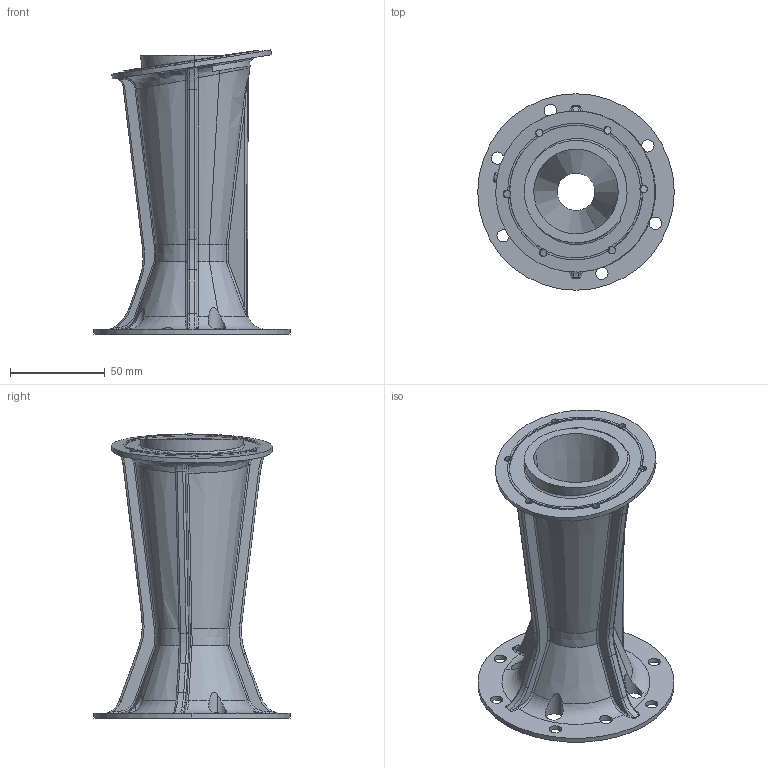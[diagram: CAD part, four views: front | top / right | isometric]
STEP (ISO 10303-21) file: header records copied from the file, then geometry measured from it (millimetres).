
FILE_DESCRIPTION(('CATIA V5 STEP Exchange'),'2;1');
FILE_NAME('EN_12001 (Restrictor v2).stp','2020-01-13T11:53:35+00:00',('none'),('none'),'CATIA Version 5 Release 19 SP 2 (IN-10)','CATIA V5 STEP AP203','none');
FILE_SCHEMA(('CONFIG_CONTROL_DESIGN'));
Length unit declared in the file: millimetre
Products named in the file (1): EN_12001 (Restrictor)
Bounding box: 103.67 x 103.67 x 149.89 mm (x, y, z)
Volume: 204151.1 mm3; surface area: 64159.6 mm2
Topology: 1 solids, 1 shells, 273 faces, 728 edges, 459 vertices
Faces by surface type: cylinder 114, bspline 80, plane 34, torus 25, cone 20
Entity records: 13639 total; most frequent: CARTESIAN_POINT 7877, ORIENTED_EDGE 1424, EDGE_CURVE 712, DIRECTION 706, VERTEX_POINT 436, AXIS2_PLACEMENT_3D 397, EDGE_LOOP 304, ADVANCED_FACE 273
